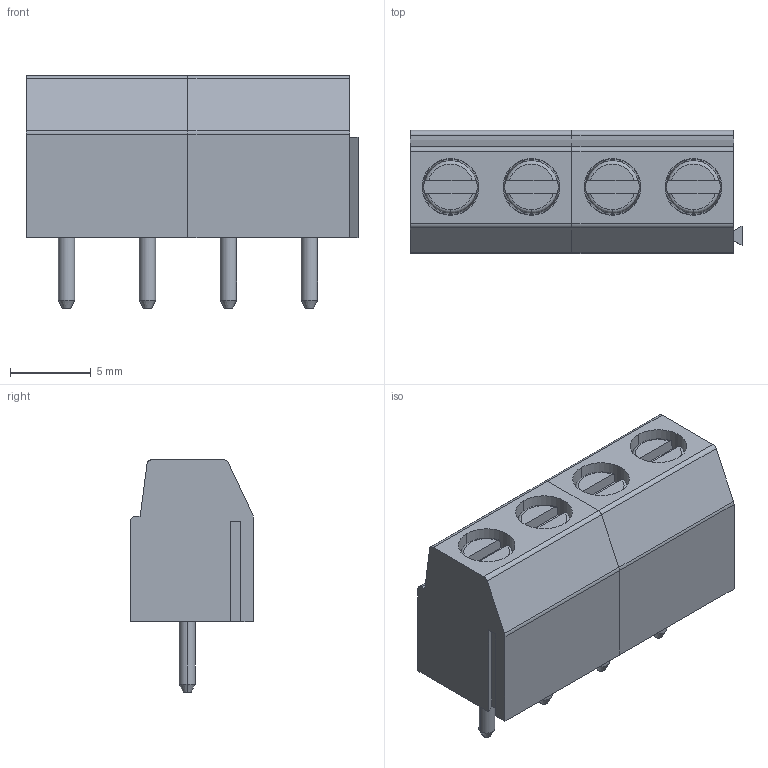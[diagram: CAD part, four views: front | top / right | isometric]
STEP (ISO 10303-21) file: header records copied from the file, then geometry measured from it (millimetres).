
FILE_DESCRIPTION (( 'STEP AP214' ), '1' );
FILE_NAME ('CUI_DEVICES_TB002-500-04BE.step', '2019-10-21T05:10:48', ( '' ), ( '' ), 'SwSTEP 2.0', 'SolidWorks 2019', '' );
FILE_SCHEMA (( 'AUTOMOTIVE_DESIGN' ));
Length unit declared in the file: millimetre
Products named in the file (2): CUI_DEVICES_TB002-500-04BE; TB002-500-02P_Blue - S
Assembly tree (2 placements, depth 2):
  CUI_DEVICES_TB002-500-04BE
    TB002-500-02P_Blue - S  x2
Bounding box: 20.5 x 7.6 x 14.35 mm (x, y, z)
Volume: 1253.3 mm3; surface area: 1376.1 mm2
Topology: 2 solids, 2 shells, 234 faces, 586 edges, 376 vertices
Faces by surface type: plane 134, cylinder 56, torus 20, cone 16, bspline 8
Entity records: 4120 total; most frequent: CARTESIAN_POINT 859, ORIENTED_EDGE 586, DIRECTION 553, EDGE_CURVE 293, AXIS2_PLACEMENT_3D 194, VERTEX_POINT 188, VECTOR 165, LINE 165
